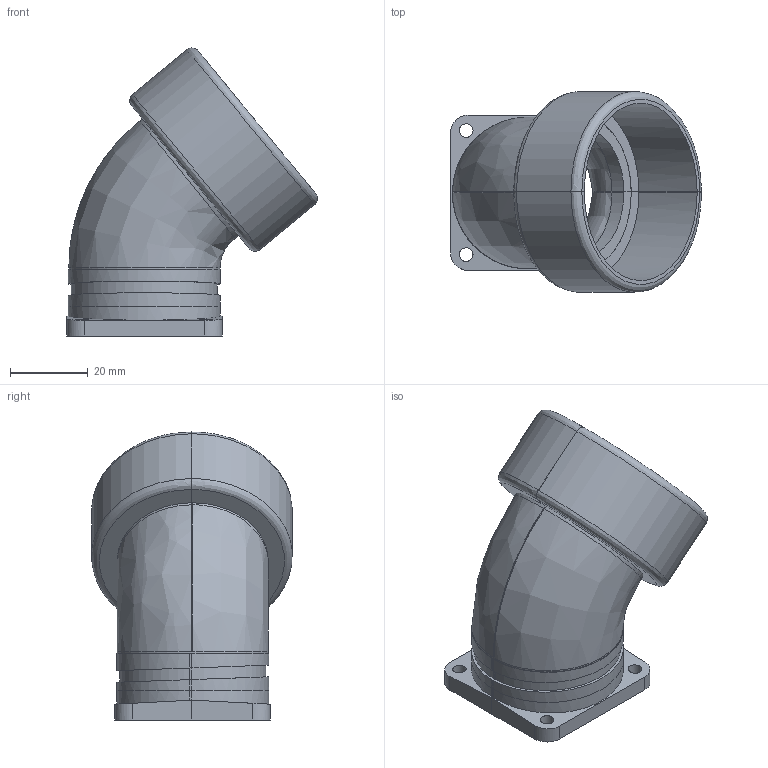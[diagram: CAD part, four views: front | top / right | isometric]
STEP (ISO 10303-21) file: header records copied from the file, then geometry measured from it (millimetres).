
FILE_DESCRIPTION(/* description */ (''),/* implementation_level */ '2;1');
FILE_NAME(/* name */ 'Outlet tube assy 2 halves',/* time_stamp */ '2020-06-15T02:19:37-07:00',/* author */ (''),/* organization */ (''),/* preprocessor_version */ 'ST-DEVELOPER v16.5',/* originating_system */ '',/* authorisation */ '');
FILE_SCHEMA (('CONFIG_CONTROL_DESIGN'));
Length unit declared in the file: millimetre
Products named in the file (1): Document
Bounding box: 64.62 x 51.65 x 74.24 mm (x, y, z)
Volume: 28612.7 mm3; surface area: 21114.5 mm2
Topology: 2 solids, 2 shells, 101 faces, 278 edges, 181 vertices
Faces by surface type: bspline 75, plane 26
Entity records: 5445 total; most frequent: CARTESIAN_POINT 3779, ORIENTED_EDGE 556, EDGE_CURVE 278, VERTEX_POINT 181, B_SPLINE_CURVE_WITH_KNOTS 160, EDGE_LOOP 109, ADVANCED_FACE 101, FACE_OUTER_BOUND 101
